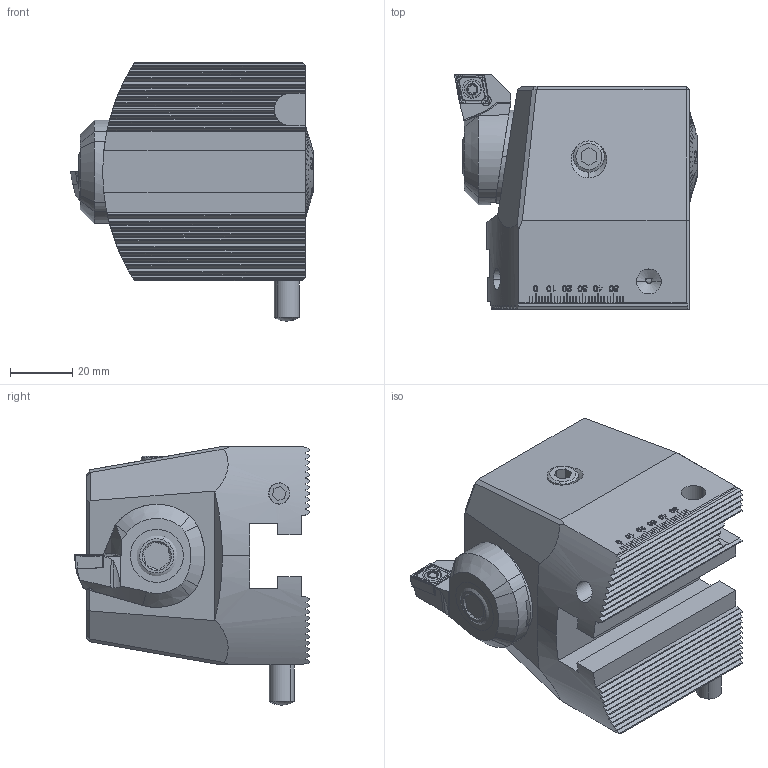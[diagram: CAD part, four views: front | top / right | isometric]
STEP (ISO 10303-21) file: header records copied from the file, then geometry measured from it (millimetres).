
FILE_DESCRIPTION (( 'STEP AP203' ), '1' );
FILE_NAME ('E91.070.030.075.STEP', '2018-03-07T07:57:01', ( 'SWIAdmin' ), ( 'Hewlett-Packard Company' ), 'SwSTEP 2.0', 'SolidWorks 2017', '' );
FILE_SCHEMA (( 'CONFIG_CONTROL_DESIGN' ));
Length unit declared in the file: millimetre
Products named in the file (29): F72-BG2.014.020_B; DIN 3771 - 13x1; ISO 4028 - M8 x 35; F72-BG2.015.020_B; Fxx-BG7.DA2.0xx_VK1-F0U; ISO 4026 - M10 x 10; DIN 3771 - 25x1.5; F72-BG1.DA1.030_B; A55-BG3.011.033_A_PreviewCfg; Fxx-MAB.xxx.xxx_A_F72; F55-BG1.012.012_A; Klebstoff D10; F72-BG1.DA2.030_Standard min; F72-BG1.DA3.030; VK1-F0U.DA1.075_A; Fxx-BG7.DA1.0xx_A_VK1-F0U; WCB-ER2.001.009_A; E91.070.030.075; A55-BG2.013.005_C; F55-WCB.001.013_D_fertigbearbeitet; PEF-DA1.011.017_A; F55-WCB.001.013; A55-BG2.012.006_B; CCMT09T304; PEF-DA1.010.032_A; F55-ER1.101.016_A; A55-BG2.011.016_D; ISO 4762 - M2 x 6; ISO 8734 - 8 x 24 m6
Assembly tree (31 placements, depth 4):
  E91.070.030.075
    VK1-F0U.DA1.075_A
    F55-WCB.001.013
      F55-WCB.001.013_D_fertigbearbeitet
      CCMT09T304
      WCB-ER2.001.009_A
    F55-ER1.101.016_A
    ISO 8734 - 8 x 24 m6
    ISO 4028 - M8 x 35
    ISO 4026 - M10 x 10
    A55-BG3.011.033_A_PreviewCfg
    Klebstoff D10
    WCB-ER2.001.009_A
    Fxx-BG7.DA2.0xx_VK1-F0U
      Fxx-BG7.DA1.0xx_A_VK1-F0U
      PEF-DA1.011.017_A
      PEF-DA1.010.032_A
      ISO 4762 - M2 x 6  x2
      DIN 3771 - 13x1
    DIN 3771 - 13x1
    F72-BG1.DA2.030_Standard min
      F72-BG1.DA3.030
        F72-BG1.DA1.030_B
        F55-BG1.012.012_A
      A55-BG2.013.005_C
      A55-BG2.012.006_B
      F72-BG2.015.020_B
        A55-BG2.011.016_D
        F72-BG2.014.020_B
      DIN 3771 - 25x1.5
      Fxx-MAB.xxx.xxx_A_F72
Bounding box: 77.95 x 75.58 x 82.95 mm (x, y, z)
Volume: 254196.7 mm3; surface area: 65176.3 mm2
Topology: 28 solids, 28 shells, 1454 faces, 3754 edges, 2379 vertices
Faces by surface type: plane 752, cylinder 273, cone 213, bspline 126, torus 82, sphere 8
Entity records: 53508 total; most frequent: CARTESIAN_POINT 18029, ORIENTED_EDGE 7136, DIRECTION 6135, EDGE_CURVE 3568, VERTEX_POINT 2282, AXIS2_PLACEMENT_3D 2138, LINE 1859, VECTOR 1859
